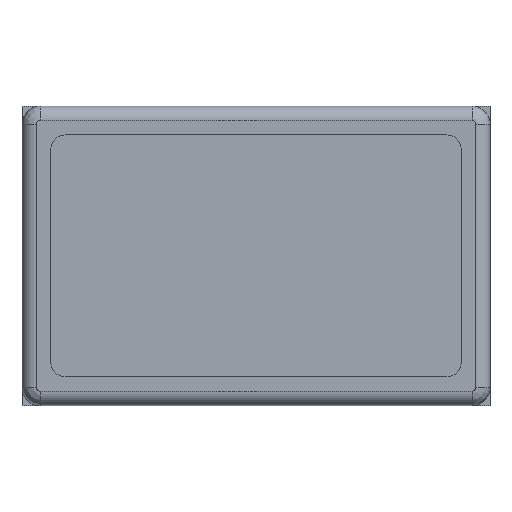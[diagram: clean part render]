
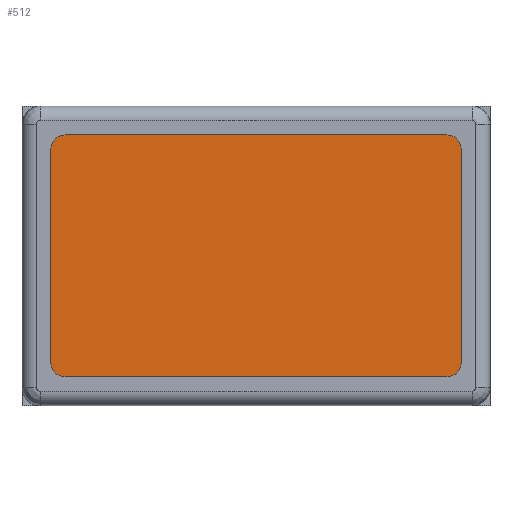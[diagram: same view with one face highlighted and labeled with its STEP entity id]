
A CAD part, top view. The second image highlights one B-rep face of the part: STEP entity #512.
In plain terms, the highlighted planar face has unit normal (0, 0, 1).
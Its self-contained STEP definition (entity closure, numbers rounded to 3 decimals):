
#241=CARTESIAN_POINT('',(13.25,8.4,10.7));
#242=VERTEX_POINT('',#241);
#249=CARTESIAN_POINT('',(14.25,7.4,10.7));
#250=VERTEX_POINT('',#249);
#251=CARTESIAN_POINT('',(13.25,7.4,10.7));
#252=DIRECTION('',(0.0,0.0,1.0));
#253=DIRECTION('',(0.707,0.707,0.0));
#254=AXIS2_PLACEMENT_3D('',#251,#252,#253);
#255=CIRCLE('',#254,1.0);
#256=EDGE_CURVE('',#250,#242,#255,.T.);
#280=CARTESIAN_POINT('',(-13.25,8.4,10.7));
#281=VERTEX_POINT('',#280);
#288=CARTESIAN_POINT('',(13.25,8.4,10.7));
#289=DIRECTION('',(-1.0,0.0,0.0));
#290=VECTOR('',#289,26.5);
#291=LINE('',#288,#290);
#292=EDGE_CURVE('',#242,#281,#291,.T.);
#312=CARTESIAN_POINT('',(-14.25,7.4,10.7));
#313=VERTEX_POINT('',#312);
#320=CARTESIAN_POINT('',(-13.25,7.4,10.7));
#321=DIRECTION('',(0.0,0.0,1.0));
#322=DIRECTION('',(-0.707,0.707,0.0));
#323=AXIS2_PLACEMENT_3D('',#320,#321,#322);
#324=CIRCLE('',#323,1.0);
#325=EDGE_CURVE('',#281,#313,#324,.T.);
#344=CARTESIAN_POINT('',(-14.25,-7.4,10.7));
#345=VERTEX_POINT('',#344);
#352=CARTESIAN_POINT('',(-14.25,7.4,10.7));
#353=DIRECTION('',(0.0,-1.0,0.0));
#354=VECTOR('',#353,14.8);
#355=LINE('',#352,#354);
#356=EDGE_CURVE('',#313,#345,#355,.T.);
#376=CARTESIAN_POINT('',(-13.25,-8.4,10.7));
#377=VERTEX_POINT('',#376);
#384=CARTESIAN_POINT('',(-13.25,-7.4,10.7));
#385=DIRECTION('',(0.0,0.0,1.0));
#386=DIRECTION('',(-0.707,-0.707,0.0));
#387=AXIS2_PLACEMENT_3D('',#384,#385,#386);
#388=CIRCLE('',#387,1.0);
#389=EDGE_CURVE('',#345,#377,#388,.T.);
#408=CARTESIAN_POINT('',(13.25,-8.4,10.7));
#409=VERTEX_POINT('',#408);
#416=CARTESIAN_POINT('',(-13.25,-8.4,10.7));
#417=DIRECTION('',(1.0,0.0,0.0));
#418=VECTOR('',#417,26.5);
#419=LINE('',#416,#418);
#420=EDGE_CURVE('',#377,#409,#419,.T.);
#440=CARTESIAN_POINT('',(14.25,-7.4,10.7));
#441=VERTEX_POINT('',#440);
#448=CARTESIAN_POINT('',(13.25,-7.4,10.7));
#449=DIRECTION('',(0.0,0.0,1.0));
#450=DIRECTION('',(0.707,-0.707,0.0));
#451=AXIS2_PLACEMENT_3D('',#448,#449,#450);
#452=CIRCLE('',#451,1.0);
#453=EDGE_CURVE('',#409,#441,#452,.T.);
#471=CARTESIAN_POINT('',(14.25,-7.4,10.7));
#472=DIRECTION('',(0.0,1.0,0.0));
#473=VECTOR('',#472,14.8);
#474=LINE('',#471,#473);
#475=EDGE_CURVE('',#441,#250,#474,.T.);
#497=CARTESIAN_POINT('',(0.,0.,10.7));
#498=DIRECTION('',(0.0,0.0,1.0));
#499=DIRECTION('',(0.0,1.0,0.0));
#500=AXIS2_PLACEMENT_3D('',#497,#498,#499);
#501=PLANE('',#500);
#502=ORIENTED_EDGE('',*,*,#475,.T.);
#503=ORIENTED_EDGE('',*,*,#256,.T.);
#504=ORIENTED_EDGE('',*,*,#292,.T.);
#505=ORIENTED_EDGE('',*,*,#325,.T.);
#506=ORIENTED_EDGE('',*,*,#356,.T.);
#507=ORIENTED_EDGE('',*,*,#389,.T.);
#508=ORIENTED_EDGE('',*,*,#420,.T.);
#509=ORIENTED_EDGE('',*,*,#453,.T.);
#510=EDGE_LOOP('',(#502,#503,#504,#505,#506,#507,#508,#509));
#511=FACE_OUTER_BOUND('',#510,.T.);
#512=ADVANCED_FACE('',(#511),#501,.T.);
